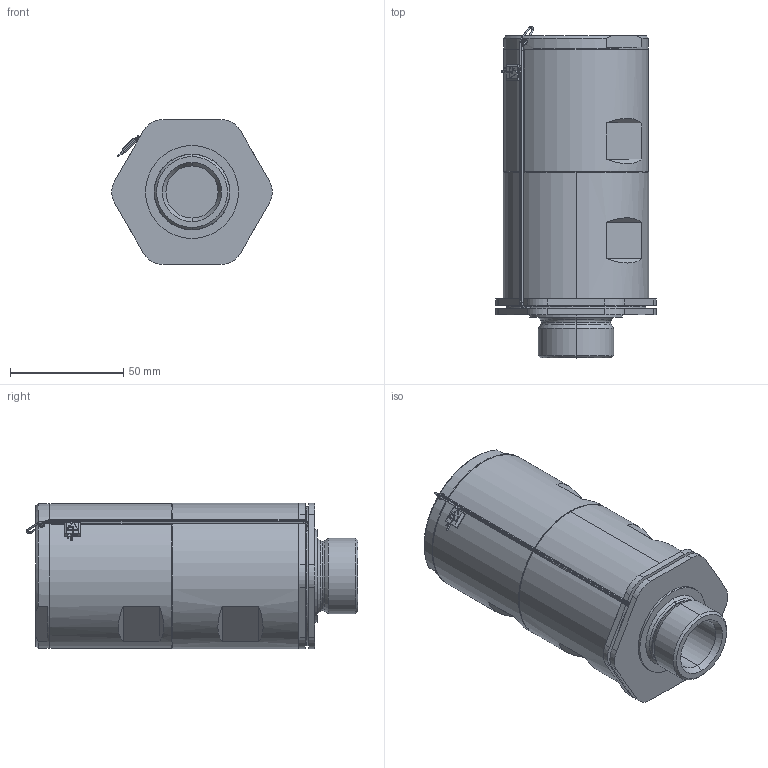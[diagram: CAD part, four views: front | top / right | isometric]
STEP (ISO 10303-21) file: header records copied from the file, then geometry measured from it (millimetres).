
FILE_DESCRIPTION (( 'STEP AP214' ), '1' );
FILE_NAME ('1945-25_MF_2520.STEP', '2019-10-17T06:15:54', ( '' ), ( '' ), 'SwSTEP 2.0', 'SolidWorks 2018', '' );
FILE_SCHEMA (( 'AUTOMOTIVE_DESIGN' ));
Length unit declared in the file: millimetre
Products named in the file (2): 1945-25_MF_2520
Bounding box: 70.81 x 146.35 x 64 mm (x, y, z)
Volume: 149535.6 mm3; surface area: 72741 mm2
Topology: 8 solids, 8 shells, 279 faces, 633 edges, 386 vertices
Faces by surface type: plane 90, cylinder 89, cone 42, bspline 40, torus 18
Entity records: 12356 total; most frequent: CARTESIAN_POINT 3064, DIRECTION 1339, ORIENTED_EDGE 1266, EDGE_CURVE 633, AXIS2_PLACEMENT_3D 522, VERTEX_POINT 386, EDGE_LOOP 311, VECTOR 295
